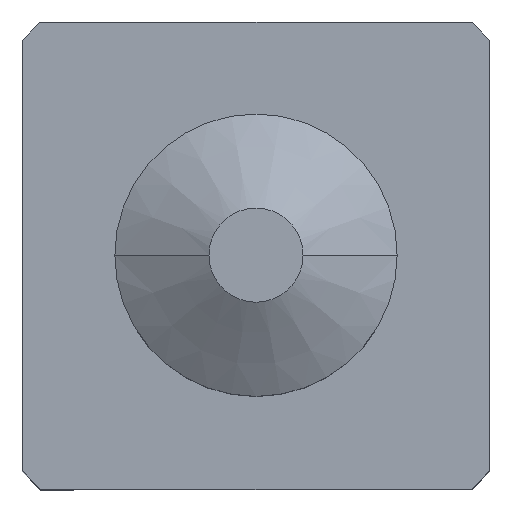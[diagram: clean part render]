
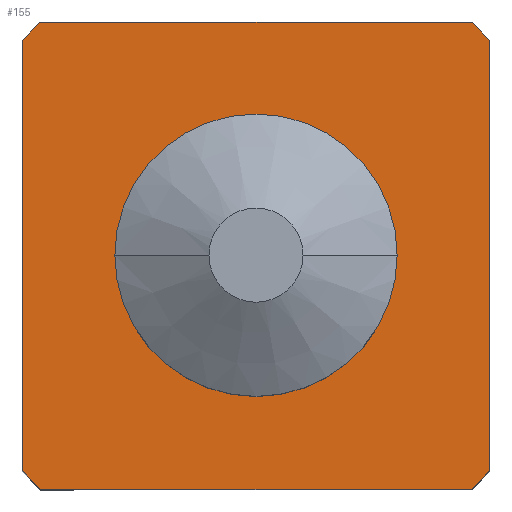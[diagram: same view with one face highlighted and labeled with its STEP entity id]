
A CAD part, top view. The second image highlights one B-rep face of the part: STEP entity #155.
In plain terms, the highlighted planar face has unit normal (0, 0, 1).
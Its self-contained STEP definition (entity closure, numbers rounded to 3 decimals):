
#1 = CARTESIAN_POINT ( 'NONE',  ( 4.575, -4.963, 11. ) ) ;
#5 = DIRECTION ( 'NONE',  ( 0., -1., 0. ) ) ;
#24 = ORIENTED_EDGE ( 'NONE', *, *, #398, .F. ) ;
#33 = CARTESIAN_POINT ( 'NONE',  ( -2.15, 0., 11. ) ) ;
#37 = VERTEX_POINT ( 'NONE', #516 ) ;
#51 = CARTESIAN_POINT ( 'NONE',  ( 4.575, -4.963, 11. ) ) ;
#66 = LINE ( 'NONE', #502, #427 ) ;
#74 = CARTESIAN_POINT ( 'NONE',  ( 4.963, 4.575, 11. ) ) ;
#79 = DIRECTION ( 'NONE',  ( 1., 0., 0. ) ) ;
#93 = CARTESIAN_POINT ( 'NONE',  ( 0., 0., 11. ) ) ;
#110 = DIRECTION ( 'NONE',  ( 1., 0., 0. ) ) ;
#114 = CARTESIAN_POINT ( 'NONE',  ( 4.963, -4.575, 11. ) ) ;
#120 = DIRECTION ( 'NONE',  ( 1., 0., 0. ) ) ;
#124 = CARTESIAN_POINT ( 'NONE',  ( 0., 0., 11. ) ) ;
#134 = ORIENTED_EDGE ( 'NONE', *, *, #530, .T. ) ;
#146 = DIRECTION ( 'NONE',  ( 1., 0., 0. ) ) ;
#155 = ADVANCED_FACE ( 'NONE', ( #743, #601 ), #715, .T. ) ;
#168 = ORIENTED_EDGE ( 'NONE', *, *, #173, .T. ) ;
#173 = EDGE_CURVE ( 'NONE', #233, #274, #679, .T. ) ;
#181 = DIRECTION ( 'NONE',  ( 0., 0., 1. ) ) ;
#182 = CARTESIAN_POINT ( 'NONE',  ( 4.575, 4.963, 11. ) ) ;
#183 = CARTESIAN_POINT ( 'NONE',  ( 0., 0., 11. ) ) ;
#184 = DIRECTION ( 'NONE',  ( -1., 0., 0. ) ) ;
#186 = LINE ( 'NONE', #182, #568 ) ;
#193 = VERTEX_POINT ( 'NONE', #74 ) ;
#207 = EDGE_LOOP ( 'NONE', ( #671, #24 ) ) ;
#211 = LINE ( 'NONE', #114, #382 ) ;
#213 = AXIS2_PLACEMENT_3D ( 'NONE', #845, #647, #146 ) ;
#218 = DIRECTION ( 'NONE',  ( 1., 0., 0. ) ) ;
#225 = ORIENTED_EDGE ( 'NONE', *, *, #354, .T. ) ;
#226 = EDGE_LOOP ( 'NONE', ( #615, #563, #258, #483, #134, #225, #168, #839 ) ) ;
#233 = VERTEX_POINT ( 'NONE', #1 ) ;
#234 = DIRECTION ( 'NONE',  ( 1., 0., 0. ) ) ;
#236 = VERTEX_POINT ( 'NONE', #428 ) ;
#240 = EDGE_CURVE ( 'NONE', #714, #819, #66, .T. ) ;
#255 = CARTESIAN_POINT ( 'NONE',  ( -4.963, 4.575, 11. ) ) ;
#258 = ORIENTED_EDGE ( 'NONE', *, *, #700, .T. ) ;
#274 = VERTEX_POINT ( 'NONE', #281 ) ;
#281 = CARTESIAN_POINT ( 'NONE',  ( 4.963, -4.575, 11. ) ) ;
#287 = CARTESIAN_POINT ( 'NONE',  ( 0., 0., 11. ) ) ;
#289 = AXIS2_PLACEMENT_3D ( 'NONE', #680, #181, #607 ) ;
#290 = CIRCLE ( 'NONE', #298, 2.15 ) ;
#298 = AXIS2_PLACEMENT_3D ( 'NONE', #183, #610, #110 ) ;
#314 = CARTESIAN_POINT ( 'NONE',  ( 4.575, 4.963, 11. ) ) ;
#345 = DIRECTION ( 'NONE',  ( 0., 0., 1. ) ) ;
#354 = EDGE_CURVE ( 'NONE', #236, #233, #523, .T. ) ;
#382 = VECTOR ( 'NONE', #616, 1000. ) ;
#398 = EDGE_CURVE ( 'NONE', #37, #486, #290, .T. ) ;
#415 = EDGE_CURVE ( 'NONE', #193, #498, #458, .T. ) ;
#427 = VECTOR ( 'NONE', #5, 1000. ) ;
#428 = CARTESIAN_POINT ( 'NONE',  ( -4.575, -4.963, 11. ) ) ;
#457 = AXIS2_PLACEMENT_3D ( 'NONE', #124, #345, #553 ) ;
#458 = CIRCLE ( 'NONE', #289, 6.75 ) ;
#472 = CARTESIAN_POINT ( 'NONE',  ( -4.963, -4.575, 11. ) ) ;
#483 = ORIENTED_EDGE ( 'NONE', *, *, #240, .T. ) ;
#486 = VERTEX_POINT ( 'NONE', #33 ) ;
#498 = VERTEX_POINT ( 'NONE', #314 ) ;
#502 = CARTESIAN_POINT ( 'NONE',  ( -4.963, -4.575, 11. ) ) ;
#516 = CARTESIAN_POINT ( 'NONE',  ( 2.15, 0., 11. ) ) ;
#521 = CIRCLE ( 'NONE', #550, 2.15 ) ;
#523 = LINE ( 'NONE', #51, #863 ) ;
#528 = VERTEX_POINT ( 'NONE', #591 ) ;
#530 = EDGE_CURVE ( 'NONE', #819, #236, #535, .T. ) ;
#535 = CIRCLE ( 'NONE', #804, 6.75 ) ;
#550 = AXIS2_PLACEMENT_3D ( 'NONE', #93, #864, #79 ) ;
#553 = DIRECTION ( 'NONE',  ( 1., 0., 0. ) ) ;
#563 = ORIENTED_EDGE ( 'NONE', *, *, #720, .T. ) ;
#568 = VECTOR ( 'NONE', #184, 1000. ) ;
#591 = CARTESIAN_POINT ( 'NONE',  ( -4.575, 4.963, 11. ) ) ;
#601 = FACE_BOUND ( 'NONE', #207, .T. ) ;
#607 = DIRECTION ( 'NONE',  ( 1., 0., 0. ) ) ;
#610 = DIRECTION ( 'NONE',  ( 0., 0., 1. ) ) ;
#615 = ORIENTED_EDGE ( 'NONE', *, *, #415, .T. ) ;
#616 = DIRECTION ( 'NONE',  ( 0., 1., 0. ) ) ;
#647 = DIRECTION ( 'NONE',  ( 0., 0., 1. ) ) ;
#671 = ORIENTED_EDGE ( 'NONE', *, *, #716, .F. ) ;
#674 = EDGE_CURVE ( 'NONE', #274, #193, #211, .T. ) ;
#679 = CIRCLE ( 'NONE', #792, 6.75 ) ;
#680 = CARTESIAN_POINT ( 'NONE',  ( 0., 0., 11. ) ) ;
#700 = EDGE_CURVE ( 'NONE', #528, #714, #730, .T. ) ;
#712 = DIRECTION ( 'NONE',  ( 0., 0., 1. ) ) ;
#714 = VERTEX_POINT ( 'NONE', #255 ) ;
#715 = PLANE ( 'NONE',  #213 ) ;
#716 = EDGE_CURVE ( 'NONE', #486, #37, #521, .T. ) ;
#720 = EDGE_CURVE ( 'NONE', #498, #528, #186, .T. ) ;
#730 = CIRCLE ( 'NONE', #457, 6.75 ) ;
#743 = FACE_OUTER_BOUND ( 'NONE', #226, .T. ) ;
#792 = AXIS2_PLACEMENT_3D ( 'NONE', #287, #712, #218 ) ;
#797 = DIRECTION ( 'NONE',  ( 0., 0., 1. ) ) ;
#804 = AXIS2_PLACEMENT_3D ( 'NONE', #862, #797, #234 ) ;
#819 = VERTEX_POINT ( 'NONE', #472 ) ;
#839 = ORIENTED_EDGE ( 'NONE', *, *, #674, .T. ) ;
#845 = CARTESIAN_POINT ( 'NONE',  ( 0., 0., 11. ) ) ;
#862 = CARTESIAN_POINT ( 'NONE',  ( 0., 0., 11. ) ) ;
#863 = VECTOR ( 'NONE', #120, 1000. ) ;
#864 = DIRECTION ( 'NONE',  ( 0., 0., 1. ) ) ;
